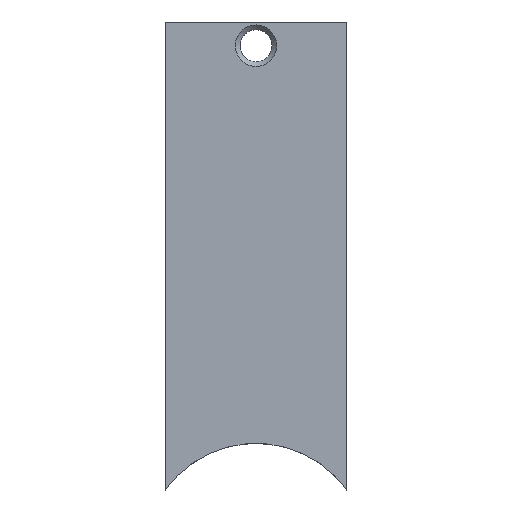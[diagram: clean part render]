
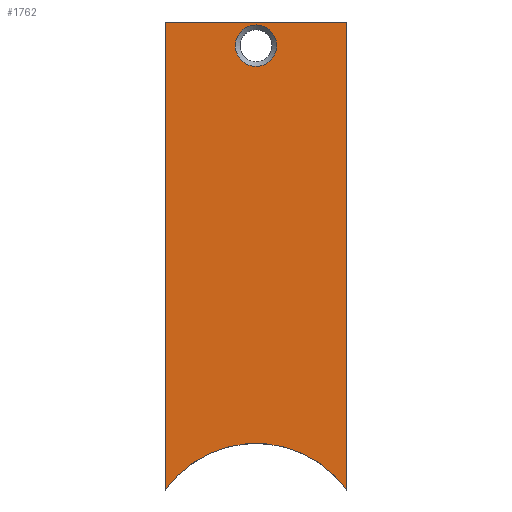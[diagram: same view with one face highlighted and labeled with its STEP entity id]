
A CAD part, top view. The second image highlights one B-rep face of the part: STEP entity #1762.
In plain terms, the highlighted planar face has unit normal (0, 0, 1).
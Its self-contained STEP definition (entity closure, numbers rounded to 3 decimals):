
#22 = VERTEX_POINT('',#23);
#23 = CARTESIAN_POINT('',(4.375,107.321,15.));
#31 = EDGE_CURVE('',#22,#22,#32,.T.);
#32 = CIRCLE('',#33,4.375);
#33 = AXIS2_PLACEMENT_3D('',#34,#35,#36);
#34 = CARTESIAN_POINT('',(0.,107.321,15.));
#35 = DIRECTION('',(0.,0.,1.));
#36 = DIRECTION('',(1.,0.,0.));
#339 = VERTEX_POINT('',#340);
#340 = CARTESIAN_POINT('',(-19.1,13.691,15.));
#346 = EDGE_CURVE('',#347,#339,#349,.T.);
#347 = VERTEX_POINT('',#348);
#348 = CARTESIAN_POINT('',(-19.1,112.321,15.));
#349 = LINE('',#350,#351);
#350 = CARTESIAN_POINT('',(-19.1,102.321,15.));
#351 = VECTOR('',#352,1.);
#352 = DIRECTION('',(0.,-1.,0.));
#467 = VERTEX_POINT('',#468);
#468 = CARTESIAN_POINT('',(19.1,13.691,15.));
#474 = EDGE_CURVE('',#467,#339,#475,.T.);
#475 = CIRCLE('',#476,23.5);
#476 = AXIS2_PLACEMENT_3D('',#477,#478,#479);
#477 = CARTESIAN_POINT('',(0.,0.,15.));
#478 = DIRECTION('',(0.,0.,1.));
#479 = DIRECTION('',(1.,0.,0.));
#622 = EDGE_CURVE('',#347,#623,#625,.T.);
#623 = VERTEX_POINT('',#624);
#624 = CARTESIAN_POINT('',(19.1,112.321,15.));
#625 = LINE('',#626,#627);
#626 = CARTESIAN_POINT('',(-19.1,112.321,15.));
#627 = VECTOR('',#628,1.);
#628 = DIRECTION('',(1.,0.,0.));
#1062 = EDGE_CURVE('',#623,#467,#1063,.T.);
#1063 = LINE('',#1064,#1065);
#1064 = CARTESIAN_POINT('',(19.1,102.321,15.));
#1065 = VECTOR('',#1066,1.);
#1066 = DIRECTION('',(0.,-1.,0.));
#1762 = ADVANCED_FACE('',(#1763,#1769),#1772,.T.);
#1763 = FACE_BOUND('',#1764,.T.);
#1764 = EDGE_LOOP('',(#1765,#1766,#1767,#1768));
#1765 = ORIENTED_EDGE('',*,*,#346,.T.);
#1766 = ORIENTED_EDGE('',*,*,#474,.F.);
#1767 = ORIENTED_EDGE('',*,*,#1062,.F.);
#1768 = ORIENTED_EDGE('',*,*,#622,.F.);
#1769 = FACE_BOUND('',#1770,.T.);
#1770 = EDGE_LOOP('',(#1771));
#1771 = ORIENTED_EDGE('',*,*,#31,.F.);
#1772 = PLANE('',#1773);
#1773 = AXIS2_PLACEMENT_3D('',#1774,#1775,#1776);
#1774 = CARTESIAN_POINT('',(0.,62.912,15.));
#1775 = DIRECTION('',(0.,0.,1.));
#1776 = DIRECTION('',(1.,0.,0.));
